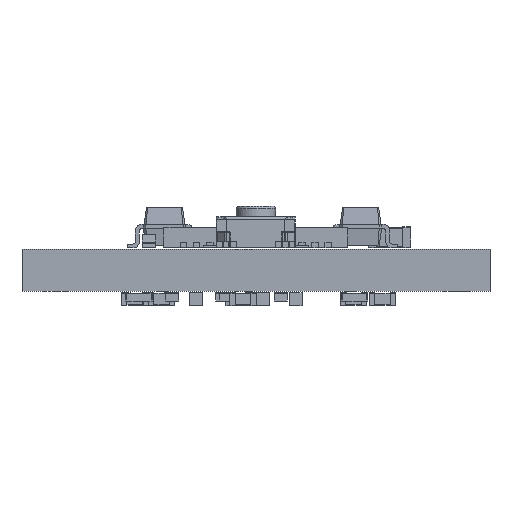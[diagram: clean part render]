
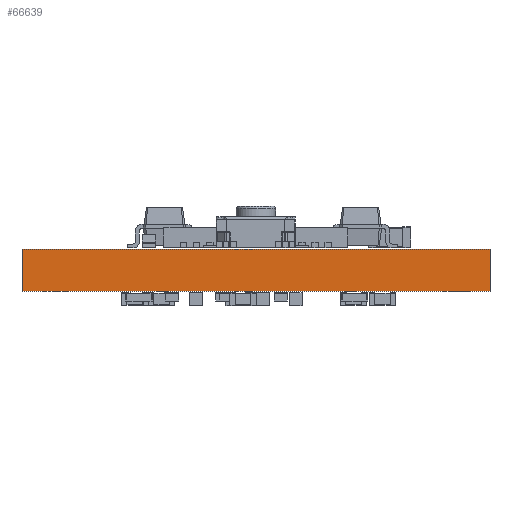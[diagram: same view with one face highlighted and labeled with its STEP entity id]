
A CAD part, front view. The second image highlights one B-rep face of the part: STEP entity #66639.
In plain terms, the highlighted planar face has unit normal (0, -1, 0).
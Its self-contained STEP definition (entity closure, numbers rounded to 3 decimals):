
#64069 = PLANE('',#64070);
#64070 = AXIS2_PLACEMENT_3D('',#64071,#64072,#64073);
#64071 = CARTESIAN_POINT('',(142.246,-132.089,0.));
#64072 = DIRECTION('',(-1.,0.,0.));
#64073 = DIRECTION('',(0.,1.,0.));
#64097 = PLANE('',#64098);
#64098 = AXIS2_PLACEMENT_3D('',#64099,#64100,#64101);
#64099 = CARTESIAN_POINT('',(151.136,-114.309,1.6));
#64100 = DIRECTION('',(-0.,-0.,-1.));
#64101 = DIRECTION('',(-1.,0.,0.));
#64125 = PLANE('',#64126);
#64126 = AXIS2_PLACEMENT_3D('',#64127,#64128,#64129);
#64127 = CARTESIAN_POINT('',(160.026,-96.529,0.));
#64128 = DIRECTION('',(1.,0.,-0.));
#64129 = DIRECTION('',(0.,-1.,0.));
#64151 = PLANE('',#64152);
#64152 = AXIS2_PLACEMENT_3D('',#64153,#64154,#64155);
#64153 = CARTESIAN_POINT('',(151.136,-114.309,0.));
#64154 = DIRECTION('',(-0.,-0.,-1.));
#64155 = DIRECTION('',(-1.,0.,0.));
#64166 = EDGE_CURVE('',#64167,#64169,#64171,.T.);
#64167 = VERTEX_POINT('',#64168);
#64168 = CARTESIAN_POINT('',(142.246,-132.089,0.));
#64169 = VERTEX_POINT('',#64170);
#64170 = CARTESIAN_POINT('',(142.246,-132.089,1.6));
#64171 = SURFACE_CURVE('',#64172,(#64176,#64183),.PCURVE_S1.);
#64172 = LINE('',#64173,#64174);
#64173 = CARTESIAN_POINT('',(142.246,-132.089,0.));
#64174 = VECTOR('',#64175,1.);
#64175 = DIRECTION('',(0.,0.,1.));
#64176 = PCURVE('',#64069,#64177);
#64177 = DEFINITIONAL_REPRESENTATION('',(#64178),#64182);
#64178 = LINE('',#64179,#64180);
#64179 = CARTESIAN_POINT('',(0.,0.));
#64180 = VECTOR('',#64181,1.);
#64181 = DIRECTION('',(0.,-1.));
#64182 = ( GEOMETRIC_REPRESENTATION_CONTEXT(2) 
PARAMETRIC_REPRESENTATION_CONTEXT() REPRESENTATION_CONTEXT('2D SPACE',''
  ) );
#64183 = PCURVE('',#64184,#64189);
#64184 = PLANE('',#64185);
#64185 = AXIS2_PLACEMENT_3D('',#64186,#64187,#64188);
#64186 = CARTESIAN_POINT('',(160.026,-132.089,0.));
#64187 = DIRECTION('',(0.,-1.,0.));
#64188 = DIRECTION('',(-1.,0.,0.));
#64189 = DEFINITIONAL_REPRESENTATION('',(#64190),#64194);
#64190 = LINE('',#64191,#64192);
#64191 = CARTESIAN_POINT('',(17.78,0.));
#64192 = VECTOR('',#64193,1.);
#64193 = DIRECTION('',(0.,-1.));
#64194 = ( GEOMETRIC_REPRESENTATION_CONTEXT(2) 
PARAMETRIC_REPRESENTATION_CONTEXT() REPRESENTATION_CONTEXT('2D SPACE',''
  ) );
#64244 = VERTEX_POINT('',#64245);
#64245 = CARTESIAN_POINT('',(160.026,-132.089,1.6));
#64266 = EDGE_CURVE('',#64267,#64244,#64269,.T.);
#64267 = VERTEX_POINT('',#64268);
#64268 = CARTESIAN_POINT('',(160.026,-132.089,0.));
#64269 = SURFACE_CURVE('',#64270,(#64274,#64281),.PCURVE_S1.);
#64270 = LINE('',#64271,#64272);
#64271 = CARTESIAN_POINT('',(160.026,-132.089,0.));
#64272 = VECTOR('',#64273,1.);
#64273 = DIRECTION('',(0.,0.,1.));
#64274 = PCURVE('',#64125,#64275);
#64275 = DEFINITIONAL_REPRESENTATION('',(#64276),#64280);
#64276 = LINE('',#64277,#64278);
#64277 = CARTESIAN_POINT('',(35.56,0.));
#64278 = VECTOR('',#64279,1.);
#64279 = DIRECTION('',(0.,-1.));
#64280 = ( GEOMETRIC_REPRESENTATION_CONTEXT(2) 
PARAMETRIC_REPRESENTATION_CONTEXT() REPRESENTATION_CONTEXT('2D SPACE',''
  ) );
#64281 = PCURVE('',#64184,#64282);
#64282 = DEFINITIONAL_REPRESENTATION('',(#64283),#64287);
#64283 = LINE('',#64284,#64285);
#64284 = CARTESIAN_POINT('',(0.,-0.));
#64285 = VECTOR('',#64286,1.);
#64286 = DIRECTION('',(0.,-1.));
#64287 = ( GEOMETRIC_REPRESENTATION_CONTEXT(2) 
PARAMETRIC_REPRESENTATION_CONTEXT() REPRESENTATION_CONTEXT('2D SPACE',''
  ) );
#64315 = EDGE_CURVE('',#64267,#64167,#64316,.T.);
#64316 = SURFACE_CURVE('',#64317,(#64321,#64328),.PCURVE_S1.);
#64317 = LINE('',#64318,#64319);
#64318 = CARTESIAN_POINT('',(160.026,-132.089,0.));
#64319 = VECTOR('',#64320,1.);
#64320 = DIRECTION('',(-1.,0.,0.));
#64321 = PCURVE('',#64151,#64322);
#64322 = DEFINITIONAL_REPRESENTATION('',(#64323),#64327);
#64323 = LINE('',#64324,#64325);
#64324 = CARTESIAN_POINT('',(-8.89,-17.78));
#64325 = VECTOR('',#64326,1.);
#64326 = DIRECTION('',(1.,0.));
#64327 = ( GEOMETRIC_REPRESENTATION_CONTEXT(2) 
PARAMETRIC_REPRESENTATION_CONTEXT() REPRESENTATION_CONTEXT('2D SPACE',''
  ) );
#64328 = PCURVE('',#64184,#64329);
#64329 = DEFINITIONAL_REPRESENTATION('',(#64330),#64334);
#64330 = LINE('',#64331,#64332);
#64331 = CARTESIAN_POINT('',(0.,-0.));
#64332 = VECTOR('',#64333,1.);
#64333 = DIRECTION('',(1.,0.));
#64334 = ( GEOMETRIC_REPRESENTATION_CONTEXT(2) 
PARAMETRIC_REPRESENTATION_CONTEXT() REPRESENTATION_CONTEXT('2D SPACE',''
  ) );
#65570 = EDGE_CURVE('',#64244,#64169,#65571,.T.);
#65571 = SURFACE_CURVE('',#65572,(#65576,#65583),.PCURVE_S1.);
#65572 = LINE('',#65573,#65574);
#65573 = CARTESIAN_POINT('',(160.026,-132.089,1.6));
#65574 = VECTOR('',#65575,1.);
#65575 = DIRECTION('',(-1.,0.,0.));
#65576 = PCURVE('',#64097,#65577);
#65577 = DEFINITIONAL_REPRESENTATION('',(#65578),#65582);
#65578 = LINE('',#65579,#65580);
#65579 = CARTESIAN_POINT('',(-8.89,-17.78));
#65580 = VECTOR('',#65581,1.);
#65581 = DIRECTION('',(1.,0.));
#65582 = ( GEOMETRIC_REPRESENTATION_CONTEXT(2) 
PARAMETRIC_REPRESENTATION_CONTEXT() REPRESENTATION_CONTEXT('2D SPACE',''
  ) );
#65583 = PCURVE('',#64184,#65584);
#65584 = DEFINITIONAL_REPRESENTATION('',(#65585),#65589);
#65585 = LINE('',#65586,#65587);
#65586 = CARTESIAN_POINT('',(0.,-1.6));
#65587 = VECTOR('',#65588,1.);
#65588 = DIRECTION('',(1.,0.));
#65589 = ( GEOMETRIC_REPRESENTATION_CONTEXT(2) 
PARAMETRIC_REPRESENTATION_CONTEXT() REPRESENTATION_CONTEXT('2D SPACE',''
  ) );
#66639 = ADVANCED_FACE('',(#66640),#64184,.T.);
#66640 = FACE_BOUND('',#66641,.T.);
#66641 = EDGE_LOOP('',(#66642,#66643,#66644,#66645));
#66642 = ORIENTED_EDGE('',*,*,#64266,.T.);
#66643 = ORIENTED_EDGE('',*,*,#65570,.T.);
#66644 = ORIENTED_EDGE('',*,*,#64166,.F.);
#66645 = ORIENTED_EDGE('',*,*,#64315,.F.);
